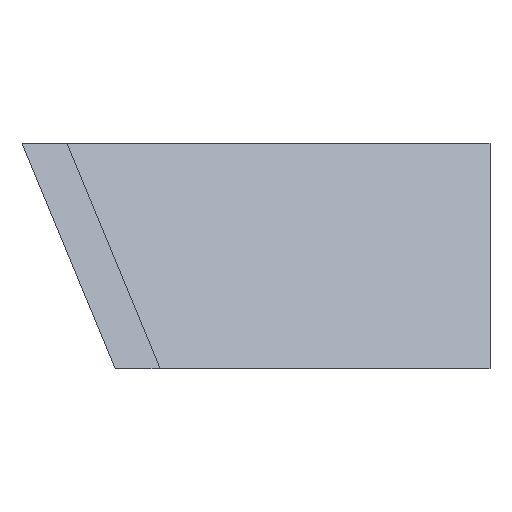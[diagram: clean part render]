
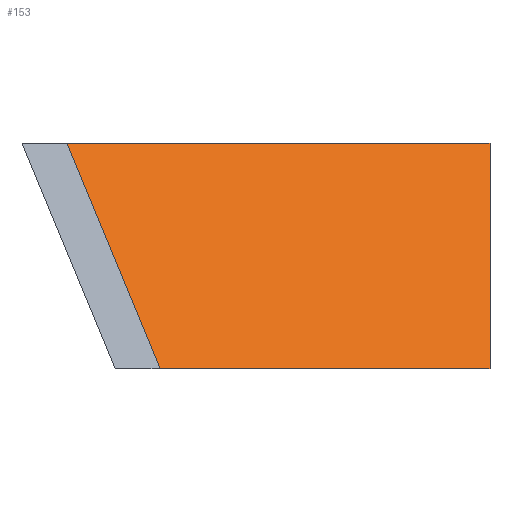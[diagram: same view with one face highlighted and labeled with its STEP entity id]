
A CAD part, front view. The second image highlights one B-rep face of the part: STEP entity #153.
In plain terms, the highlighted planar face has unit normal (0.5, -0.5, 0.707).
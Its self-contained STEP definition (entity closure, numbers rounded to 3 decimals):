
#62 = VERTEX_POINT('',#63);
#63 = CARTESIAN_POINT('',(194.,-206.,0.));
#71 = VERTEX_POINT('',#72);
#72 = CARTESIAN_POINT('',(194.,-276.711,-50.));
#78 = EDGE_CURVE('',#62,#71,#79,.T.);
#79 = LINE('',#80,#81);
#80 = CARTESIAN_POINT('',(194.,-172.633,23.594));
#81 = VECTOR('',#82,1.);
#82 = DIRECTION('',(0.,-0.816,-0.577));
#92 = EDGE_CURVE('',#93,#71,#95,.T.);
#93 = VERTEX_POINT('',#94);
#94 = CARTESIAN_POINT('',(120.711,-350.,-50.));
#95 = LINE('',#96,#97);
#96 = CARTESIAN_POINT('',(201.18,-269.531,-50.));
#97 = VECTOR('',#98,1.);
#98 = DIRECTION('',(0.707,0.707,0.));
#117 = VERTEX_POINT('',#118);
#118 = CARTESIAN_POINT('',(100.,-300.,0.));
#126 = EDGE_CURVE('',#117,#93,#127,.T.);
#127 = LINE('',#128,#129);
#128 = CARTESIAN_POINT('',(100.155,-300.374,
    -0.374));
#129 = VECTOR('',#130,1.);
#130 = DIRECTION('',(0.281,-0.679,-0.679));
#143 = EDGE_CURVE('',#62,#117,#144,.T.);
#144 = LINE('',#145,#146);
#145 = CARTESIAN_POINT('',(53.325,-346.675,
    0.));
#146 = VECTOR('',#147,1.);
#147 = DIRECTION('',(-0.707,-0.707,0.
    ));
#153 = ADVANCED_FACE('',(#154),#160,.T.);
#154 = FACE_BOUND('',#155,.T.);
#155 = EDGE_LOOP('',(#156,#157,#158,#159));
#156 = ORIENTED_EDGE('',*,*,#78,.F.);
#157 = ORIENTED_EDGE('',*,*,#143,.T.);
#158 = ORIENTED_EDGE('',*,*,#126,.T.);
#159 = ORIENTED_EDGE('',*,*,#92,.T.);
#160 = PLANE('',#161);
#161 = AXIS2_PLACEMENT_3D('',#162,#163,#164);
#162 = CARTESIAN_POINT('',(153.423,-290.124,
    -30.793));
#163 = DIRECTION('',(0.5,-0.5,0.707));
#164 = DIRECTION('',(0.,0.816,0.577));
